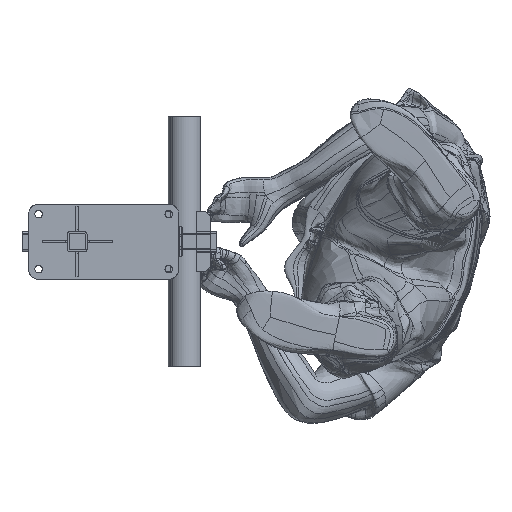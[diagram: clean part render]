
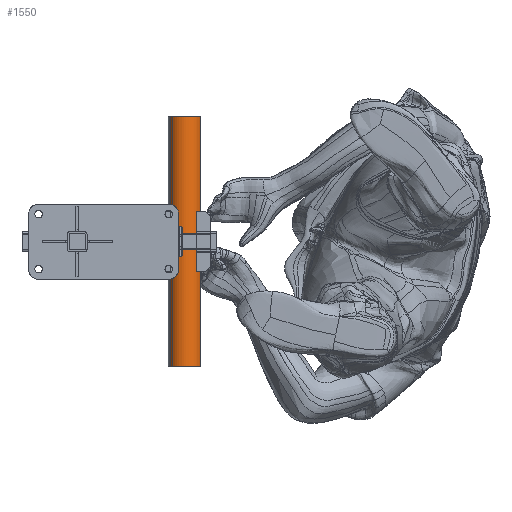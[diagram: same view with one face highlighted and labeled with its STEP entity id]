
A CAD part, front view. The second image highlights one B-rep face of the part: STEP entity #1550.
In plain terms, the highlighted free-form (B-spline) face has degree [2, 1] with [5, 2] control points.
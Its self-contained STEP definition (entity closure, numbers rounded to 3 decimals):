
#1451 = VERTEX_POINT('',#1452);
#1452 = CARTESIAN_POINT('',(161.963,1002.33,
    -231.658));
#1453 = VERTEX_POINT('',#1454);
#1454 = CARTESIAN_POINT('',(211.727,1036.263,
    -231.658));
#1462 = EDGE_CURVE('',#1451,#1463,#1465,.T.);
#1463 = VERTEX_POINT('',#1464);
#1464 = CARTESIAN_POINT('',(161.963,1002.33,
    231.658));
#1465 = B_SPLINE_CURVE_WITH_KNOTS('',1,(#1466,#1467),.UNSPECIFIED.,.F.,
  .F.,(2,2),(-0.,500.),.PIECEWISE_BEZIER_KNOTS.);
#1466 = CARTESIAN_POINT('',(161.963,1002.33,
    -231.658));
#1467 = CARTESIAN_POINT('',(161.963,1002.33,
    231.658));
#1470 = VERTEX_POINT('',#1471);
#1471 = CARTESIAN_POINT('',(211.727,1036.263,
    231.658));
#1479 = EDGE_CURVE('',#1453,#1470,#1480,.T.);
#1480 = B_SPLINE_CURVE_WITH_KNOTS('',1,(#1481,#1482),.UNSPECIFIED.,.F.,
  .F.,(2,2),(-0.,500.),.PIECEWISE_BEZIER_KNOTS.);
#1481 = CARTESIAN_POINT('',(211.727,1036.263,
    -231.658));
#1482 = CARTESIAN_POINT('',(211.727,1036.263,
    231.658));
#1498 = EDGE_CURVE('',#1453,#1451,#1499,.T.);
#1499 = ( BOUNDED_CURVE() B_SPLINE_CURVE(2,(#1500,#1501,#1502,#1503,
#1504),.UNSPECIFIED.,.F.,.F.) B_SPLINE_CURVE_WITH_KNOTS((3,2,3),(
    3.142,4.712,6.283),
.PIECEWISE_BEZIER_KNOTS.) CURVE() GEOMETRIC_REPRESENTATION_ITEM() 
RATIONAL_B_SPLINE_CURVE((1.,0.707,1.,0.707,1.)) 
REPRESENTATION_ITEM('') );
#1500 = CARTESIAN_POINT('',(211.727,1036.263,
    -231.658));
#1501 = CARTESIAN_POINT('',(228.693,1011.381,
    -231.658));
#1502 = CARTESIAN_POINT('',(203.811,994.415,
    -231.658));
#1503 = CARTESIAN_POINT('',(178.929,977.449,
    -231.658));
#1504 = CARTESIAN_POINT('',(161.963,1002.33,
    -231.658));
#1526 = EDGE_CURVE('',#1470,#1463,#1527,.T.);
#1527 = ( BOUNDED_CURVE() B_SPLINE_CURVE(2,(#1528,#1529,#1530,#1531,
#1532),.UNSPECIFIED.,.F.,.F.) B_SPLINE_CURVE_WITH_KNOTS((3,2,3),(
    3.142,4.712,6.283),
.PIECEWISE_BEZIER_KNOTS.) CURVE() GEOMETRIC_REPRESENTATION_ITEM() 
RATIONAL_B_SPLINE_CURVE((1.,0.707,1.,0.707,1.)) 
REPRESENTATION_ITEM('') );
#1528 = CARTESIAN_POINT('',(211.727,1036.263,
    231.658));
#1529 = CARTESIAN_POINT('',(228.693,1011.381,
    231.658));
#1530 = CARTESIAN_POINT('',(203.811,994.415,
    231.658));
#1531 = CARTESIAN_POINT('',(178.929,977.449,
    231.658));
#1532 = CARTESIAN_POINT('',(161.963,1002.33,
    231.658));
#1550 = ADVANCED_FACE('',(#1551),#1557,.T.);
#1551 = FACE_BOUND('',#1552,.T.);
#1552 = EDGE_LOOP('',(#1553,#1554,#1555,#1556));
#1553 = ORIENTED_EDGE('',*,*,#1462,.F.);
#1554 = ORIENTED_EDGE('',*,*,#1498,.F.);
#1555 = ORIENTED_EDGE('',*,*,#1479,.T.);
#1556 = ORIENTED_EDGE('',*,*,#1526,.T.);
#1557 = ( BOUNDED_SURFACE() B_SPLINE_SURFACE(2,1,(
    (#1558,#1559)
    ,(#1560,#1561)
    ,(#1562,#1563)
    ,(#1564,#1565)
    ,(#1566,#1567
)),.UNSPECIFIED.,.F.,.F.,.F.) B_SPLINE_SURFACE_WITH_KNOTS((3,2,3),(2,2),
  (3.142,4.712,6.283),(0.,500.),
.PIECEWISE_BEZIER_KNOTS.) GEOMETRIC_REPRESENTATION_ITEM() 
RATIONAL_B_SPLINE_SURFACE((
    (1.,1.)
    ,(0.707,0.707)
    ,(1.,1.)
    ,(0.707,0.707)
,(1.,1.))) REPRESENTATION_ITEM('') SURFACE() );
#1558 = CARTESIAN_POINT('',(161.963,1002.33,
    -231.658));
#1559 = CARTESIAN_POINT('',(161.963,1002.33,
    231.658));
#1560 = CARTESIAN_POINT('',(178.929,977.449,
    -231.658));
#1561 = CARTESIAN_POINT('',(178.929,977.449,
    231.658));
#1562 = CARTESIAN_POINT('',(203.811,994.415,
    -231.658));
#1563 = CARTESIAN_POINT('',(203.811,994.415,
    231.658));
#1564 = CARTESIAN_POINT('',(228.693,1011.381,
    -231.658));
#1565 = CARTESIAN_POINT('',(228.693,1011.381,
    231.658));
#1566 = CARTESIAN_POINT('',(211.727,1036.263,
    -231.658));
#1567 = CARTESIAN_POINT('',(211.727,1036.263,
    231.658));
